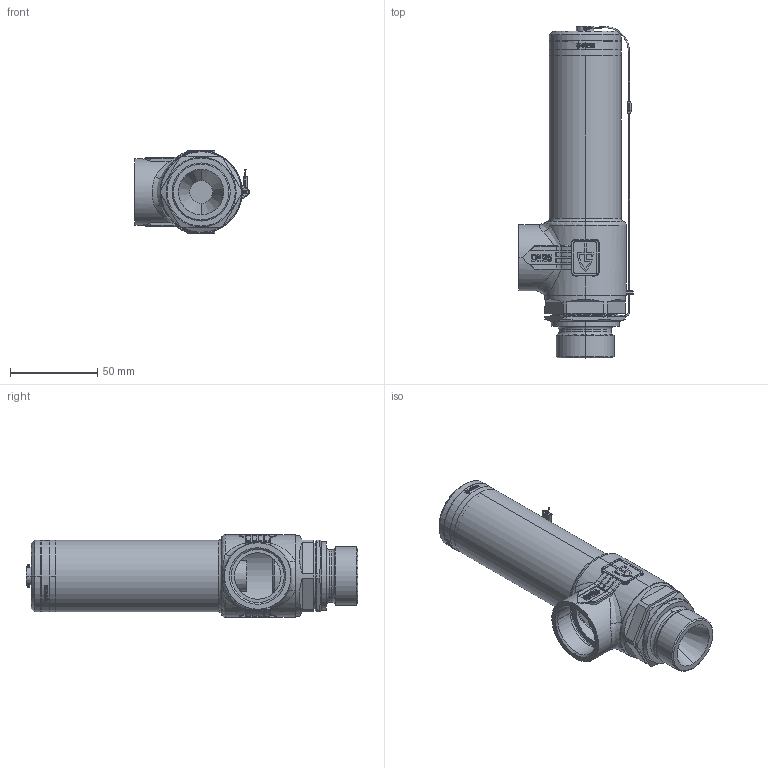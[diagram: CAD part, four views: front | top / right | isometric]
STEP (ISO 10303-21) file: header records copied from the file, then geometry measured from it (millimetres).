
FILE_DESCRIPTION (( 'STEP AP214' ), '1' );
FILE_NAME ('2400tGFO-25-m+f-25+25.STEP', '2016-02-29T15:57:28', ( '' ), ( '' ), 'SwSTEP 2.0', 'SolidWorks 2014', '' );
FILE_SCHEMA (( 'AUTOMOTIVE_DESIGN' ));
Length unit declared in the file: millimetre
Products named in the file (1): 2400tGFO-25-m+f-25+25
Bounding box: 65.5 x 189.8 x 47.2 mm (x, y, z)
Volume: 124866.6 mm3; surface area: 63984.7 mm2
Topology: 6 solids, 6 shells, 716 faces, 2171 edges, 1569 vertices
Faces by surface type: plane 262, cylinder 260, torus 84, bspline 77, cone 33
Entity records: 39187 total; most frequent: CARTESIAN_POINT 11476, ORIENTED_EDGE 4342, DIRECTION 3948, EDGE_CURVE 2171, VERTEX_POINT 1569, AXIS2_PLACEMENT_3D 1473, LINE 1002, VECTOR 1002
